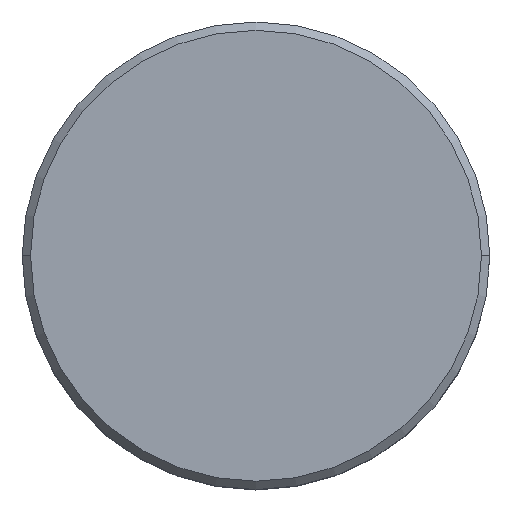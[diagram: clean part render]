
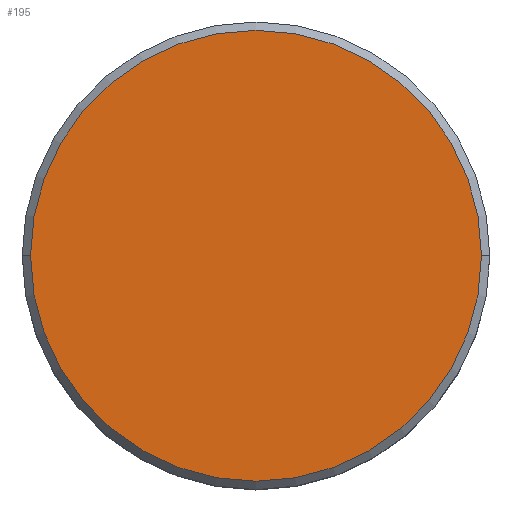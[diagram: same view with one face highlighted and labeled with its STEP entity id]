
A CAD part, top view. The second image highlights one B-rep face of the part: STEP entity #195.
In plain terms, the highlighted planar face has unit normal (0, 0, 1).
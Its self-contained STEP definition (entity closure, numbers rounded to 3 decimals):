
#5 = VERTEX_POINT ( 'NONE', #211 ) ;
#13 = CARTESIAN_POINT ( 'NONE',  ( 0., 0., 0. ) ) ;
#21 = DIRECTION ( 'NONE',  ( 0., 0., 1. ) ) ;
#44 = AXIS2_PLACEMENT_3D ( 'NONE', #13, #21, #414 ) ;
#53 = EDGE_CURVE ( 'NONE', #5, #114, #186, .T. ) ;
#55 = CARTESIAN_POINT ( 'NONE',  ( 0., 0., 0. ) ) ;
#82 = ORIENTED_EDGE ( 'NONE', *, *, #205, .T. ) ;
#91 = AXIS2_PLACEMENT_3D ( 'NONE', #93, #166, #452 ) ;
#93 = CARTESIAN_POINT ( 'NONE',  ( 0., 0., 0. ) ) ;
#114 = VERTEX_POINT ( 'NONE', #274 ) ;
#166 = DIRECTION ( 'NONE',  ( 0., 0., 1. ) ) ;
#185 = EDGE_LOOP ( 'NONE', ( #443, #82 ) ) ;
#186 = CIRCLE ( 'NONE', #91, 13.5 ) ;
#194 = DIRECTION ( 'NONE',  ( 0., 0., 1. ) ) ;
#195 = ADVANCED_FACE ( 'NONE', ( #267 ), #221, .T. ) ;
#205 = EDGE_CURVE ( 'NONE', #114, #5, #227, .T. ) ;
#211 = CARTESIAN_POINT ( 'NONE',  ( -13.5, 0., 0. ) ) ;
#221 = PLANE ( 'NONE',  #44 ) ;
#227 = CIRCLE ( 'NONE', #310, 13.5 ) ;
#267 = FACE_OUTER_BOUND ( 'NONE', #185, .T. ) ;
#274 = CARTESIAN_POINT ( 'NONE',  ( 13.5, 0., 0. ) ) ;
#310 = AXIS2_PLACEMENT_3D ( 'NONE', #55, #194, #341 ) ;
#341 = DIRECTION ( 'NONE',  ( 1., 0., 0. ) ) ;
#414 = DIRECTION ( 'NONE',  ( 1., 0., 0. ) ) ;
#443 = ORIENTED_EDGE ( 'NONE', *, *, #53, .T. ) ;
#452 = DIRECTION ( 'NONE',  ( 1., 0., 0. ) ) ;
